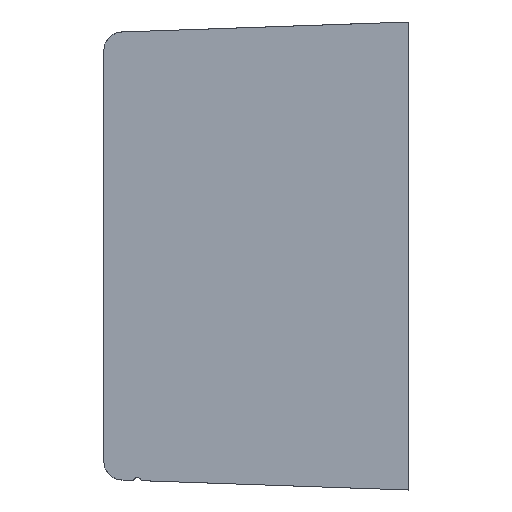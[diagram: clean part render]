
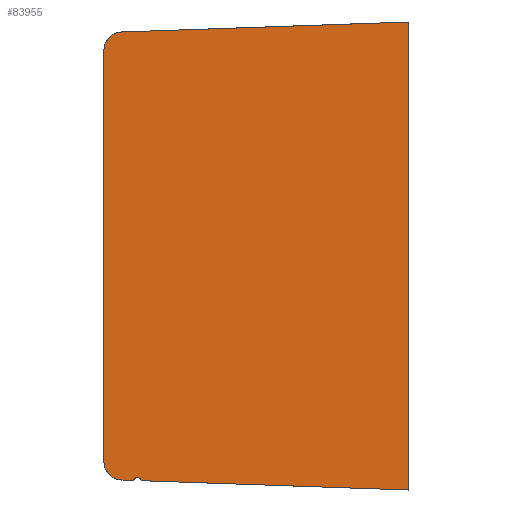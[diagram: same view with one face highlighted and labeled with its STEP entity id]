
A CAD part, left-side view. The second image highlights one B-rep face of the part: STEP entity #83955.
In plain terms, the highlighted planar face has unit normal (-1, 0, 0).
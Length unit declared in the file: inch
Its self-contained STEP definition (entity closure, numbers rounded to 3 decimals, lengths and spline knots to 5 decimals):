
#2458 = LINE ( 'NONE', #18861, #70705 ) ;
#2961 = FACE_OUTER_BOUND ( 'NONE', #65867, .T. ) ;
#4702 = EDGE_CURVE ( 'NONE', #106950, #99013, #75846, .T. ) ;
#6598 = VERTEX_POINT ( 'NONE', #47686 ) ;
#8765 = CARTESIAN_POINT ( 'NONE',  ( -0.9935, 3.05, -2.19337 ) ) ;
#8872 = VERTEX_POINT ( 'NONE', #103640 ) ;
#9910 = DIRECTION ( 'NONE',  ( 0., 0., -1. ) ) ;
#10186 = EDGE_CURVE ( 'NONE', #21558, #112029, #86212, .T. ) ;
#10476 = DIRECTION ( 'NONE',  ( 0., 0., -1. ) ) ;
#10538 = LINE ( 'NONE', #92577, #34211 ) ;
#12074 = AXIS2_PLACEMENT_3D ( 'NONE', #15702, #78004, #24697 ) ;
#14622 = ORIENTED_EDGE ( 'NONE', *, *, #31856, .T. ) ;
#15624 = EDGE_CURVE ( 'NONE', #82033, #21558, #2458, .T. ) ;
#15702 = CARTESIAN_POINT ( 'NONE',  ( -0.9935, 3.25, 2.5 ) ) ;
#16260 = EDGE_CURVE ( 'NONE', #112029, #99013, #10538, .T. ) ;
#17726 = DIRECTION ( 'NONE',  ( 0., 1., 0. ) ) ;
#17774 = VECTOR ( 'NONE', #41442, 39.37008 ) ;
#18861 = CARTESIAN_POINT ( 'NONE',  ( -0.9935, 3.25, 2.5 ) ) ;
#19957 = CARTESIAN_POINT ( 'NONE',  ( -0.9935, 2.89106, -2.41359 ) ) ;
#21558 = VERTEX_POINT ( 'NONE', #35512 ) ;
#24434 = CIRCLE ( 'NONE', #40766, 0.2 ) ;
#24697 = DIRECTION ( 'NONE',  ( 0., 1., 0. ) ) ;
#26179 = ORIENTED_EDGE ( 'NONE', *, *, #59170, .T. ) ;
#28274 = EDGE_CURVE ( 'NONE', #6598, #112475, #41464, .T. ) ;
#28595 = ORIENTED_EDGE ( 'NONE', *, *, #10186, .T. ) ;
#28929 = DIRECTION ( 'NONE',  ( 0., -1., 0. ) ) ;
#30361 = DIRECTION ( 'NONE',  ( 0., -0.999, -0.035 ) ) ;
#31856 = EDGE_CURVE ( 'NONE', #106950, #8872, #50432, .T. ) ;
#34211 = VECTOR ( 'NONE', #30361, 39.37008 ) ;
#35512 = CARTESIAN_POINT ( 'NONE',  ( -0.9935, 3.25, -2.19337 ) ) ;
#36610 = CARTESIAN_POINT ( 'NONE',  ( -0.9935, 3.05, 2.19337 ) ) ;
#40658 = CARTESIAN_POINT ( 'NONE',  ( -0.9935, 3.24604, 2.38665 ) ) ;
#40766 = AXIS2_PLACEMENT_3D ( 'NONE', #36610, #98769, #45553 ) ;
#41442 = DIRECTION ( 'NONE',  ( 0., -0.999, 0.035 ) ) ;
#41464 = LINE ( 'NONE', #40658, #17774 ) ;
#42346 = CARTESIAN_POINT ( 'NONE',  ( -0.9935, 2.93311, -2.39757 ) ) ;
#45553 = DIRECTION ( 'NONE',  ( 0., 1., 0. ) ) ;
#47686 = CARTESIAN_POINT ( 'NONE',  ( -0.9935, 3.05698, 2.39325 ) ) ;
#50432 = LINE ( 'NONE', #55882, #71350 ) ;
#51140 = ORIENTED_EDGE ( 'NONE', *, *, #15624, .T. ) ;
#54534 = ORIENTED_EDGE ( 'NONE', *, *, #28274, .F. ) ;
#55882 = CARTESIAN_POINT ( 'NONE',  ( -0.9935, 3.42043, -2.38056 ) ) ;
#58953 = ORIENTED_EDGE ( 'NONE', *, *, #16260, .T. ) ;
#59170 = EDGE_CURVE ( 'NONE', #6598, #82033, #24434, .T. ) ;
#65867 = EDGE_LOOP ( 'NONE', ( #14622, #111430, #54534, #26179, #51140, #28595, #58953, #80849 ) ) ;
#67258 = CARTESIAN_POINT ( 'NONE',  ( -0.9935, 3.25, 2.19337 ) ) ;
#69209 = VECTOR ( 'NONE', #10476, 39.37008 ) ;
#70705 = VECTOR ( 'NONE', #9910, 39.37008 ) ;
#71028 = DIRECTION ( 'NONE',  ( -1., 0., 0. ) ) ;
#71350 = VECTOR ( 'NONE', #109051, 39.37008 ) ;
#75846 = CIRCLE ( 'NONE', #96191, 0.045 ) ;
#76952 = CARTESIAN_POINT ( 'NONE',  ( -0.9935, 3.05698, -2.39325 ) ) ;
#78004 = DIRECTION ( 'NONE',  ( 1., 0., 0. ) ) ;
#80849 = ORIENTED_EDGE ( 'NONE', *, *, #4702, .F. ) ;
#82033 = VERTEX_POINT ( 'NONE', #67258 ) ;
#82218 = DIRECTION ( 'NONE',  ( -1., 0., 0. ) ) ;
#83955 = ADVANCED_FACE ( 'NONE', ( #2961 ), #86502, .F. ) ;
#84433 = CARTESIAN_POINT ( 'NONE',  ( -0.9935, 2.84799, -2.40055 ) ) ;
#86212 = CIRCLE ( 'NONE', #110993, 0.2 ) ;
#86502 = PLANE ( 'NONE',  #12074 ) ;
#92577 = CARTESIAN_POINT ( 'NONE',  ( -0.9935, 3.42043, -2.38056 ) ) ;
#92857 = LINE ( 'NONE', #107636, #69209 ) ;
#96191 = AXIS2_PLACEMENT_3D ( 'NONE', #19957, #82218, #28929 ) ;
#98769 = DIRECTION ( 'NONE',  ( -1., 0., 0. ) ) ;
#99013 = VERTEX_POINT ( 'NONE', #42346 ) ;
#101350 = CARTESIAN_POINT ( 'NONE',  ( -0.9935, 0., 2.5 ) ) ;
#103640 = CARTESIAN_POINT ( 'NONE',  ( -0.9935, 0., -2.5 ) ) ;
#106950 = VERTEX_POINT ( 'NONE', #84433 ) ;
#107284 = EDGE_CURVE ( 'NONE', #112475, #8872, #92857, .T. ) ;
#107636 = CARTESIAN_POINT ( 'NONE',  ( -0.9935, 0., 2.5 ) ) ;
#109051 = DIRECTION ( 'NONE',  ( 0., -0.999, -0.035 ) ) ;
#110993 = AXIS2_PLACEMENT_3D ( 'NONE', #8765, #71028, #17726 ) ;
#111430 = ORIENTED_EDGE ( 'NONE', *, *, #107284, .F. ) ;
#112029 = VERTEX_POINT ( 'NONE', #76952 ) ;
#112475 = VERTEX_POINT ( 'NONE', #101350 ) ;
